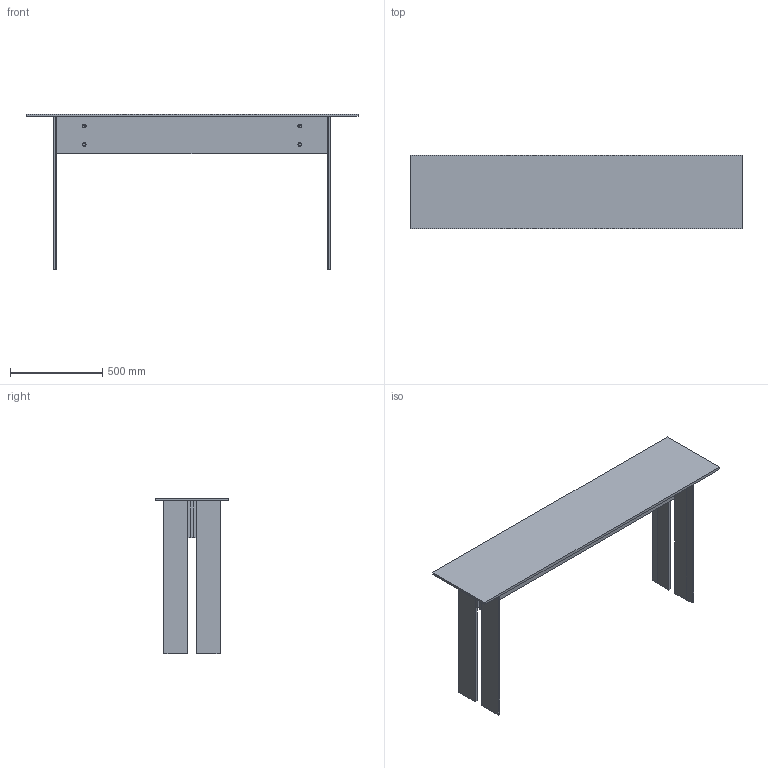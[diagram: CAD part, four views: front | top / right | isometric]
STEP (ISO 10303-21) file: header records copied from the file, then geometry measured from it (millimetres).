
FILE_DESCRIPTION(/* description */ (''),/* implementation_level */ '2;1');
FILE_NAME(/* name */ 'LLT-C-18 - LLT Consolle 180x40',/* time_stamp */ '2012-06-21T15:05:08+02:00',/* author */ (''),/* organization */ (''),/* preprocessor_version */ 'ST-DEVELOPER v10',/* originating_system */ '',/* authorisation */ '');
FILE_SCHEMA (('CONFIG_CONTROL_DESIGN'));
Length unit declared in the file: millimetre
Products named in the file (1): 1
Bounding box: 1800 x 400 x 845 mm (x, y, z)
Volume: 26603366.7 mm3; surface area: 3891121.8 mm2
Topology: 25 solids, 25 shells, 324 faces, 662 edges, 404 vertices
Faces by surface type: bspline 222, plane 102
Entity records: 9250 total; most frequent: CARTESIAN_POINT 5124, ORIENTED_EDGE 1324, EDGE_CURVE 662, VERTEX_POINT 404, EDGE_LOOP 380, ADVANCED_FACE 324, FACE_OUTER_BOUND 324, B_SPLINE_CURVE_WITH_KNOTS 200
